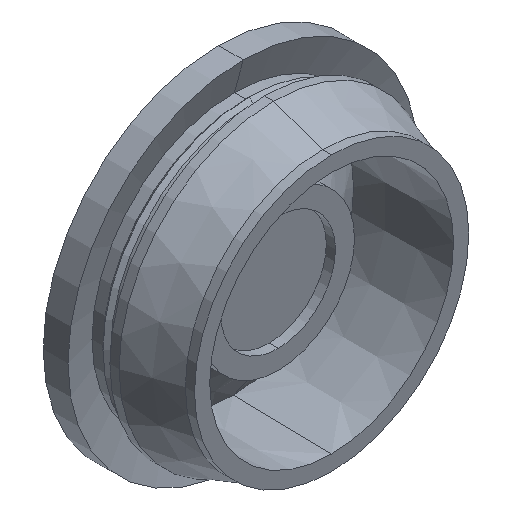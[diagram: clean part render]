
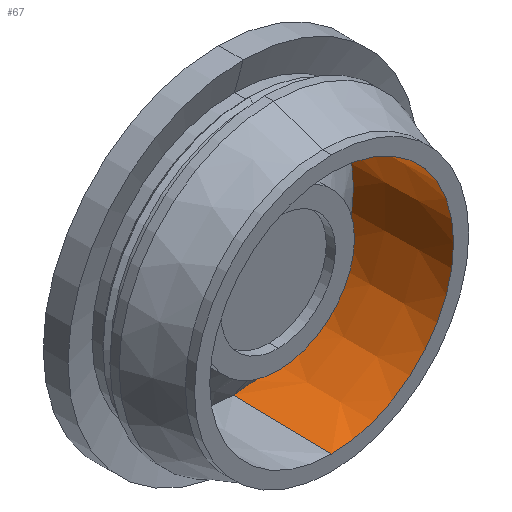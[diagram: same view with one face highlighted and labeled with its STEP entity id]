
A CAD part, isometric view. The second image highlights one B-rep face of the part: STEP entity #67.
In plain terms, the highlighted conical face has half-angle 1.021 degrees and reference radius 7.885 mm.
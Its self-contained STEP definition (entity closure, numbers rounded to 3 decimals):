
#10 = CARTESIAN_POINT ( 'NONE',  ( 0., 6.455, 0. ) ) ;
#67 = ADVANCED_FACE ( 'NONE', ( #529 ), #661, .F. ) ;
#72 = CIRCLE ( 'NONE', #932, 8. ) ;
#91 = DIRECTION ( 'NONE',  ( 0., 0., -1. ) ) ;
#132 = VECTOR ( 'NONE', #598, 1000. ) ;
#151 = VERTEX_POINT ( 'NONE', #308 ) ;
#162 = DIRECTION ( 'NONE',  ( 0., 0., -1. ) ) ;
#187 = CARTESIAN_POINT ( 'NONE',  ( 0., 0., 0. ) ) ;
#192 = CARTESIAN_POINT ( 'NONE',  ( 0., 6.455, -7.885 ) ) ;
#202 = ORIENTED_EDGE ( 'NONE', *, *, #231, .T. ) ;
#214 = AXIS2_PLACEMENT_3D ( 'NONE', #10, #936, #162 ) ;
#231 = EDGE_CURVE ( 'NONE', #910, #151, #560, .T. ) ;
#262 = EDGE_CURVE ( 'NONE', #339, #357, #940, .T. ) ;
#265 = ORIENTED_EDGE ( 'NONE', *, *, #443, .T. ) ;
#300 = VECTOR ( 'NONE', #586, 1000. ) ;
#308 = CARTESIAN_POINT ( 'NONE',  ( 0., 0., -8. ) ) ;
#339 = VERTEX_POINT ( 'NONE', #921 ) ;
#357 = VERTEX_POINT ( 'NONE', #913 ) ;
#365 = EDGE_CURVE ( 'NONE', #910, #339, #816, .T. ) ;
#396 = CARTESIAN_POINT ( 'NONE',  ( 0., 6.455, 0. ) ) ;
#411 = DIRECTION ( 'NONE',  ( 0., 0., -1. ) ) ;
#443 = EDGE_CURVE ( 'NONE', #151, #357, #72, .T. ) ;
#472 = ORIENTED_EDGE ( 'NONE', *, *, #262, .F. ) ;
#477 = DIRECTION ( 'NONE',  ( 0., -1., 0. ) ) ;
#491 = CARTESIAN_POINT ( 'NONE',  ( 0., 6.455, -7.885 ) ) ;
#529 = FACE_OUTER_BOUND ( 'NONE', #997, .T. ) ;
#560 = LINE ( 'NONE', #192, #132 ) ;
#586 = DIRECTION ( 'NONE',  ( 0., -1., 0.018 ) ) ;
#598 = DIRECTION ( 'NONE',  ( 0., -1., -0.018 ) ) ;
#661 = CONICAL_SURFACE ( 'NONE', #214, 7.885, 0.018 ) ;
#771 = ORIENTED_EDGE ( 'NONE', *, *, #365, .F. ) ;
#816 = CIRCLE ( 'NONE', #914, 7.885 ) ;
#882 = CARTESIAN_POINT ( 'NONE',  ( 0., 6.455, 7.885 ) ) ;
#910 = VERTEX_POINT ( 'NONE', #491 ) ;
#913 = CARTESIAN_POINT ( 'NONE',  ( 0., 0., 8. ) ) ;
#914 = AXIS2_PLACEMENT_3D ( 'NONE', #396, #477, #91 ) ;
#921 = CARTESIAN_POINT ( 'NONE',  ( 0., 6.455, 7.885 ) ) ;
#932 = AXIS2_PLACEMENT_3D ( 'NONE', #187, #954, #411 ) ;
#936 = DIRECTION ( 'NONE',  ( 0., -1., 0. ) ) ;
#940 = LINE ( 'NONE', #882, #300 ) ;
#954 = DIRECTION ( 'NONE',  ( 0., -1., 0. ) ) ;
#997 = EDGE_LOOP ( 'NONE', ( #472, #771, #202, #265 ) ) ;
